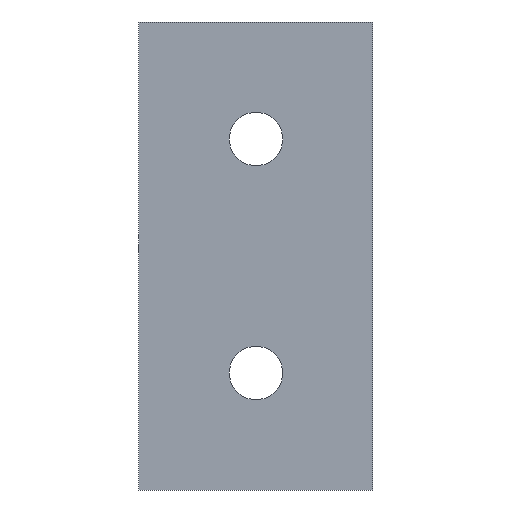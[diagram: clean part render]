
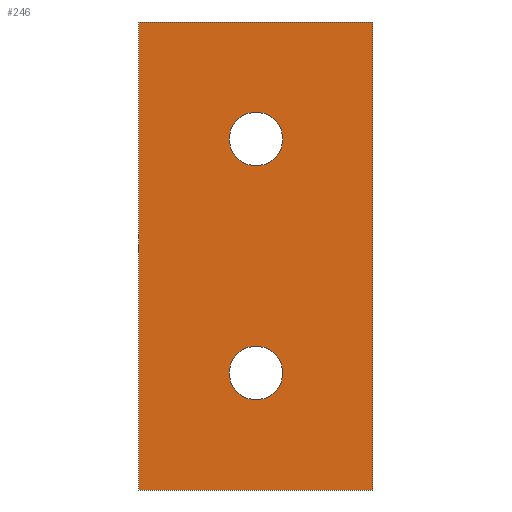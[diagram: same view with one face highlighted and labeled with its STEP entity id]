
A CAD part, front view. The second image highlights one B-rep face of the part: STEP entity #246.
In plain terms, the highlighted planar face has unit normal (0, -1, 0).
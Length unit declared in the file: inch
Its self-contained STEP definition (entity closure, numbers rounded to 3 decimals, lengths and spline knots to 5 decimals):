
#17=FACE_BOUND('',#55,.T.);
#18=FACE_BOUND('',#56,.T.);
#28=PLANE('',#284);
#40=FACE_OUTER_BOUND('',#54,.T.);
#54=EDGE_LOOP('',(#227,#228,#229,#230));
#55=EDGE_LOOP('',(#231));
#56=EDGE_LOOP('',(#232));
#76=LINE('',#403,#102);
#79=LINE('',#409,#105);
#81=LINE('',#412,#107);
#82=LINE('',#414,#108);
#102=VECTOR('',#334,0.3937);
#105=VECTOR('',#339,0.3937);
#107=VECTOR('',#343,0.3937);
#108=VECTOR('',#346,0.3937);
#111=CIRCLE('',#270,0.0855);
#114=CIRCLE('',#274,0.0855);
#117=VERTEX_POINT('',#355);
#120=VERTEX_POINT('',#363);
#133=VERTEX_POINT('',#400);
#134=VERTEX_POINT('',#402);
#135=VERTEX_POINT('',#406);
#136=VERTEX_POINT('',#408);
#140=EDGE_CURVE('',#117,#117,#111,.T.);
#144=EDGE_CURVE('',#120,#120,#114,.T.);
#162=EDGE_CURVE('',#133,#134,#76,.T.);
#165=EDGE_CURVE('',#135,#136,#79,.T.);
#167=EDGE_CURVE('',#134,#135,#81,.T.);
#168=EDGE_CURVE('',#136,#133,#82,.T.);
#227=ORIENTED_EDGE('',*,*,#168,.F.);
#228=ORIENTED_EDGE('',*,*,#165,.F.);
#229=ORIENTED_EDGE('',*,*,#167,.F.);
#230=ORIENTED_EDGE('',*,*,#162,.F.);
#231=ORIENTED_EDGE('',*,*,#140,.T.);
#232=ORIENTED_EDGE('',*,*,#144,.T.);
#246=ADVANCED_FACE('',(#40,#17,#18),#28,.F.);
#270=AXIS2_PLACEMENT_3D('',#357,#294,#295);
#274=AXIS2_PLACEMENT_3D('',#365,#303,#304);
#284=AXIS2_PLACEMENT_3D('',#415,#347,#348);
#294=DIRECTION('center_axis',(0.,1.,0.));
#295=DIRECTION('ref_axis',(1.,0.,0.));
#303=DIRECTION('center_axis',(0.,1.,0.));
#304=DIRECTION('ref_axis',(1.,0.,0.));
#334=DIRECTION('',(-1.,0.,0.));
#339=DIRECTION('',(1.,0.,0.));
#343=DIRECTION('',(0.,0.,1.));
#346=DIRECTION('',(0.,0.,-1.));
#347=DIRECTION('center_axis',(0.,1.,0.));
#348=DIRECTION('ref_axis',(0.,0.,1.));
#355=CARTESIAN_POINT('',(0.2895,0.,-1.125));
#357=CARTESIAN_POINT('Origin',(0.375,0.,-1.125));
#363=CARTESIAN_POINT('',(0.2895,0.,-0.375));
#365=CARTESIAN_POINT('Origin',(0.375,0.,-0.375));
#400=CARTESIAN_POINT('',(0.75,0.,-1.5));
#402=CARTESIAN_POINT('',(0.,0.,-1.5));
#403=CARTESIAN_POINT('',(0.75,0.,-1.5));
#406=CARTESIAN_POINT('',(0.,0.,0.));
#408=CARTESIAN_POINT('',(0.75,0.,0.));
#409=CARTESIAN_POINT('',(0.,0.,0.));
#412=CARTESIAN_POINT('',(0.,0.,-1.5));
#414=CARTESIAN_POINT('',(0.75,0.,0.));
#415=CARTESIAN_POINT('Origin',(0.375,0.,-0.75));
